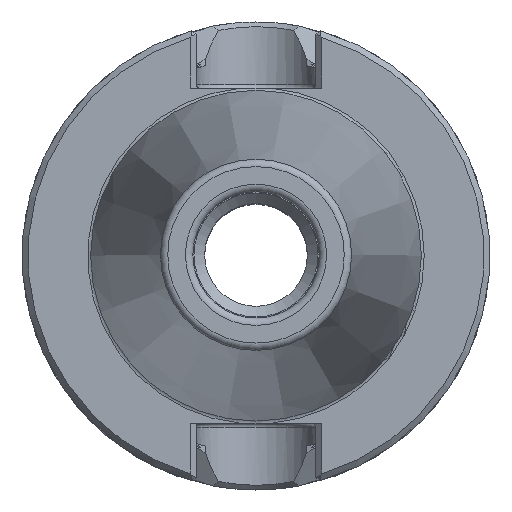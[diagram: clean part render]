
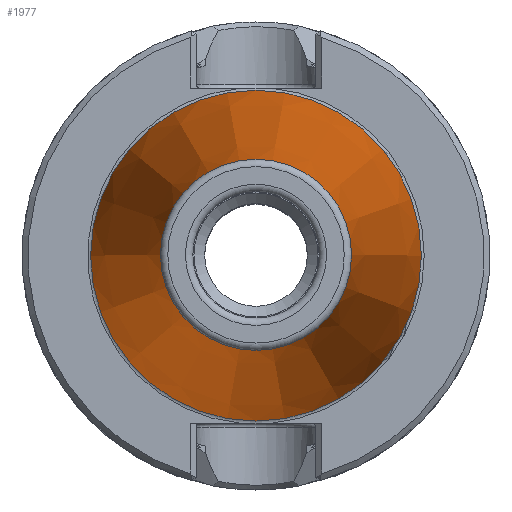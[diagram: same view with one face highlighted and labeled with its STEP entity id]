
A CAD part, top view. The second image highlights one B-rep face of the part: STEP entity #1977.
In plain terms, the highlighted conical face has half-angle 8.297 degrees and reference radius 12.871 mm.
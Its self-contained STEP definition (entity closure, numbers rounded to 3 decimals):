
#273=CONICAL_SURFACE('',#2127,12.871,0.145);
#612=ORIENTED_EDGE('',*,*,#657,.T.);
#613=ORIENTED_EDGE('',*,*,#822,.F.);
#657=EDGE_CURVE('',#844,#844,#975,.T.);
#822=EDGE_CURVE('',#953,#953,#1014,.T.);
#844=VERTEX_POINT('',#2568);
#953=VERTEX_POINT('',#3125);
#975=CIRCLE('',#2008,22.268);
#1014=CIRCLE('',#2126,12.871);
#1111=EDGE_LOOP('',(#612));
#1112=EDGE_LOOP('',(#613));
#1231=FACE_BOUND('',#1111,.T.);
#1232=FACE_BOUND('',#1112,.T.);
#1977=ADVANCED_FACE('',(#1231,#1232),#273,.T.);
#2008=AXIS2_PLACEMENT_3D('',#2567,#2178,#2179);
#2126=AXIS2_PLACEMENT_3D('',#3124,#2478,#2479);
#2127=AXIS2_PLACEMENT_3D('',#3126,#2480,#2481);
#2178=DIRECTION('',(0.,0.,1.));
#2179=DIRECTION('',(1.,0.,0.));
#2478=DIRECTION('',(0.,0.,1.));
#2479=DIRECTION('',(1.,0.,0.));
#2480=DIRECTION('',(0.,0.,-1.));
#2481=DIRECTION('',(-1.,0.,0.));
#2567=CARTESIAN_POINT('',(0.,0.,0.106));
#2568=CARTESIAN_POINT('',(22.268,0.,0.106));
#3124=CARTESIAN_POINT('',(0.,0.,64.544));
#3125=CARTESIAN_POINT('',(12.871,0.,64.544));
#3126=CARTESIAN_POINT('',(0.,0.,64.544));
